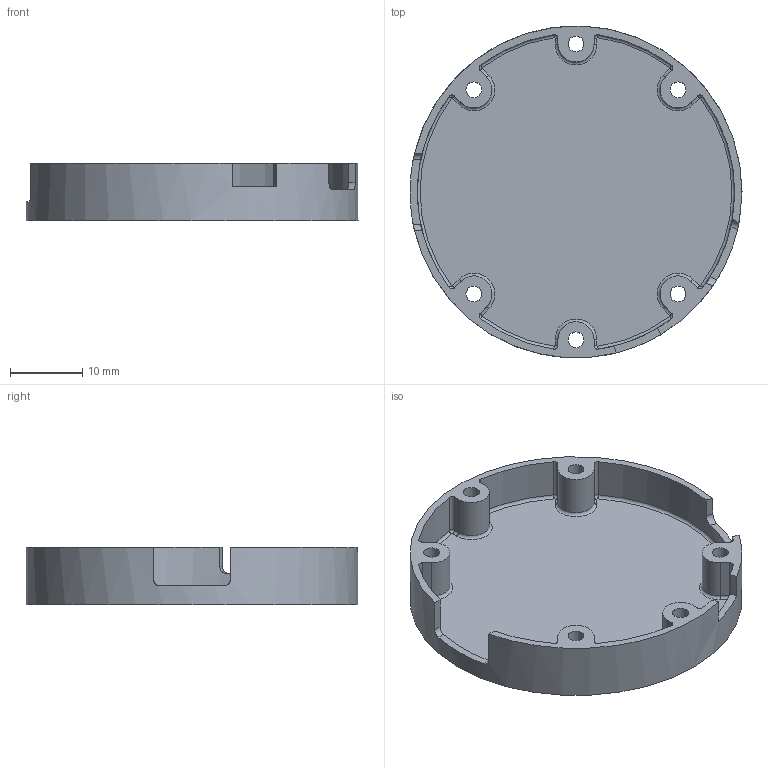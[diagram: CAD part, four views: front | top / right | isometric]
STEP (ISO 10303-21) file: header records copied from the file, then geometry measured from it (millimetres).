
FILE_DESCRIPTION(/* description */ (''),/* implementation_level */ '2;1');
FILE_NAME(/* name */ '',/* time_stamp */ '2023-06-01T00:15:00+08:00',/* author */ (''),/* organization */ (''),/* preprocessor_version */ 'ST-DEVELOPER v19.2',/* originating_system */ 'Autodesk Translation Framework v12.6.0.85',/* authorisation */ '');
FILE_SCHEMA (('AUTOMOTIVE_DESIGN { 1 0 10303 214 3 1 1 }'));
Length unit declared in the file: millimetre
Products named in the file (1): 后盖
Bounding box: 46 x 46 x 8 mm (x, y, z)
Volume: 4283.9 mm3; surface area: 5862.1 mm2
Topology: 1 solids, 1 shells, 297 faces, 795 edges, 518 vertices
Faces by surface type: bspline 147, plane 81, cylinder 57, torus 12
Full cylindrical faces by diameter (mm): 2.2 x6, 4.2 x6, 46 x1
Entity records: 10765 total; most frequent: CARTESIAN_POINT 4146, ORIENTED_EDGE 1590, DIRECTION 973, EDGE_CURVE 795, VERTEX_POINT 518, LINE 363, VECTOR 363, EDGE_LOOP 327
